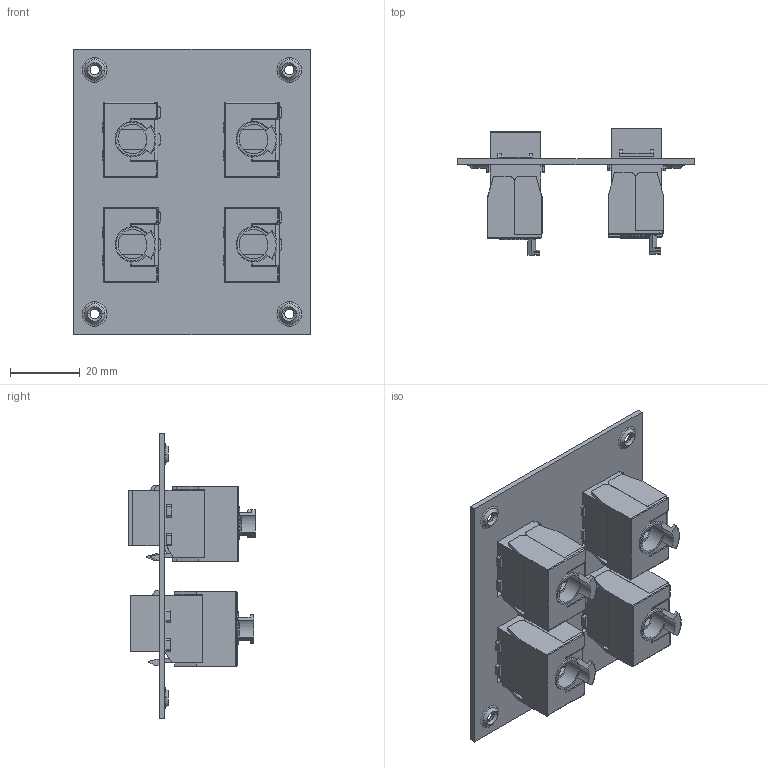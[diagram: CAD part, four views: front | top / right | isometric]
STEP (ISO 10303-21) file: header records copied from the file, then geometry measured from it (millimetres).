
FILE_DESCRIPTION (( 'STEP AP214' ), '1' );
FILE_NAME ('USP4MK-SC6-POE.STEP', '2018-06-27T20:38:43', ( '' ), ( '' ), 'SwSTEP 2.0', 'SolidWorks 2017', '' );
FILE_SCHEMA (( 'AUTOMOTIVE_DESIGN' ));
Length unit declared in the file: inch
Products named in the file (7): QKDABLC-MA1; QKDABLC-MA3_CAT 6; USP4MK-SC6-POE; 1AR03-002; QKDABLC-MA2; RJTLC6S-POE; QKDABLC-MA4
Assembly tree (9 placements, depth 3):
  USP4MK-SC6-POE
    1AR03-002
    RJTLC6S-POE  x4
      QKDABLC-MA3_CAT 6
      QKDABLC-MA1
      QKDABLC-MA2
      QKDABLC-MA4
Bounding box: 68.07 x 36.35 x 82.04 mm (x, y, z)
Volume: 33876.9 mm3; surface area: 40570.6 mm2
Topology: 17 solids, 17 shells, 1750 faces, 4876 edges, 3208 vertices
Faces by surface type: plane 1150, cylinder 464, bspline 64, torus 44, cone 28
Entity records: 19508 total; most frequent: CARTESIAN_POINT 4035, ORIENTED_EDGE 2732, DIRECTION 2524, EDGE_CURVE 1366, LINE 966, VECTOR 966, VERTEX_POINT 898, AXIS2_PLACEMENT_3D 779
